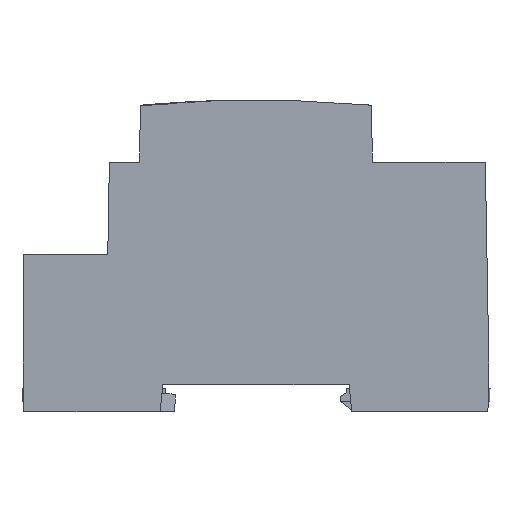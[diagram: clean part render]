
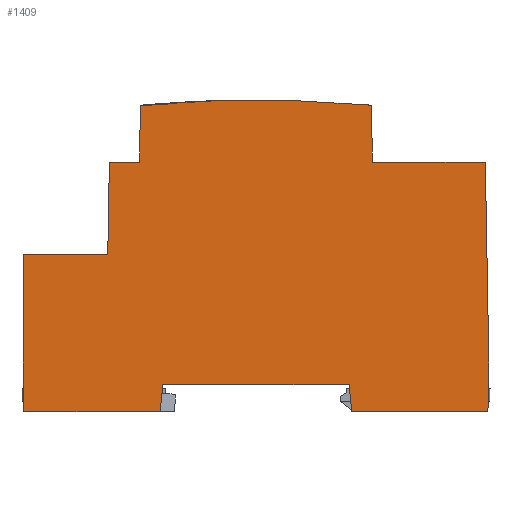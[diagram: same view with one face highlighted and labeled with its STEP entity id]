
A CAD part, left-side view. The second image highlights one B-rep face of the part: STEP entity #1409.
In plain terms, the highlighted planar face has unit normal (-1, 0, 0).
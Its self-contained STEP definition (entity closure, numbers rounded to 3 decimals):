
#1293=AXIS2_PLACEMENT_3D('Plane Axis2P3D',#1290,#1291,#1292) ;
#1325=AXIS2_PLACEMENT_3D('Circle Axis2P3D',#1323,#1324,$) ;
#119=CARTESIAN_POINT('Vertex',(0.,22.713,48.2)) ;
#122=CARTESIAN_POINT('Line Origine',(0.,11.809,48.2)) ;
#126=CARTESIAN_POINT('Vertex',(0.,0.904,48.2)) ;
#1268=CARTESIAN_POINT('Vertex',(0.,22.905,59.2)) ;
#1271=CARTESIAN_POINT('Line Origine',(0.,22.809,53.7)) ;
#1290=CARTESIAN_POINT('Axis2P3D Location',(0.,90.195,30.4)) ;
#1295=CARTESIAN_POINT('Line Origine',(0.,26.963,2.599)) ;
#1299=CARTESIAN_POINT('Vertex',(0.,27.213,5.197)) ;
#1301=CARTESIAN_POINT('Vertex',(0.,26.712,0.)) ;
#1304=CARTESIAN_POINT('Line Origine',(0.,13.555,0.)) ;
#1308=CARTESIAN_POINT('Vertex',(0.,0.398,0.)) ;
#1311=CARTESIAN_POINT('Line Origine',(0.,0.314,4.8)) ;
#1315=CARTESIAN_POINT('Vertex',(0.,0.23,9.6)) ;
#1318=CARTESIAN_POINT('Line Origine',(0.,0.567,28.9)) ;
#1323=CARTESIAN_POINT('Axis2P3D Location',(0.,45.213,-189.803)) ;
#1327=CARTESIAN_POINT('Vertex',(0.,67.521,59.2)) ;
#1330=CARTESIAN_POINT('Line Origine',(0.,67.617,53.7)) ;
#1334=CARTESIAN_POINT('Vertex',(0.,67.713,48.2)) ;
#1337=CARTESIAN_POINT('Line Origine',(0.,70.617,48.2)) ;
#1341=CARTESIAN_POINT('Vertex',(0.,73.522,48.2)) ;
#1344=CARTESIAN_POINT('Line Origine',(0.,73.677,39.3)) ;
#1348=CARTESIAN_POINT('Vertex',(0.,73.832,30.4)) ;
#1351=CARTESIAN_POINT('Line Origine',(0.,82.014,30.4)) ;
#1355=CARTESIAN_POINT('Vertex',(0.,90.195,30.4)) ;
#1358=CARTESIAN_POINT('Line Origine',(0.,90.195,20.)) ;
#1362=CARTESIAN_POINT('Vertex',(0.,90.195,9.6)) ;
#1365=CARTESIAN_POINT('Line Origine',(0.,90.112,4.8)) ;
#1369=CARTESIAN_POINT('Vertex',(0.,90.028,0.)) ;
#1372=CARTESIAN_POINT('Line Origine',(0.,76.871,0.)) ;
#1376=CARTESIAN_POINT('Vertex',(0.,63.713,0.)) ;
#1379=CARTESIAN_POINT('Line Origine',(0.,63.463,2.599)) ;
#1383=CARTESIAN_POINT('Vertex',(0.,63.213,5.197)) ;
#1386=CARTESIAN_POINT('Line Origine',(0.,45.213,5.197)) ;
#123=DIRECTION('Vector Direction',(0.,1.,0.)) ;
#1272=DIRECTION('Vector Direction',(0.,-0.017,-1.)) ;
#1291=DIRECTION('Axis2P3D Direction',(1.,0.,0.)) ;
#1292=DIRECTION('Axis2P3D XDirection',(0.,-1.,0.)) ;
#1296=DIRECTION('Vector Direction',(0.,-0.096,-0.995)) ;
#1305=DIRECTION('Vector Direction',(0.,1.,0.)) ;
#1312=DIRECTION('Vector Direction',(0.,0.017,-1.)) ;
#1319=DIRECTION('Vector Direction',(0.,0.017,1.)) ;
#1324=DIRECTION('Axis2P3D Direction',(1.,0.,0.)) ;
#1331=DIRECTION('Vector Direction',(0.,-0.017,1.)) ;
#1338=DIRECTION('Vector Direction',(0.,1.,0.)) ;
#1345=DIRECTION('Vector Direction',(0.,-0.017,1.)) ;
#1352=DIRECTION('Vector Direction',(0.,-1.,0.)) ;
#1359=DIRECTION('Vector Direction',(0.,0.,-1.)) ;
#1366=DIRECTION('Vector Direction',(0.,0.017,1.)) ;
#1373=DIRECTION('Vector Direction',(0.,1.,0.)) ;
#1380=DIRECTION('Vector Direction',(0.,-0.096,0.995)) ;
#1387=DIRECTION('Vector Direction',(0.,-1.,0.)) ;
#124=VECTOR('Line Direction',#123,1.) ;
#1273=VECTOR('Line Direction',#1272,1.) ;
#1297=VECTOR('Line Direction',#1296,1.) ;
#1306=VECTOR('Line Direction',#1305,1.) ;
#1313=VECTOR('Line Direction',#1312,1.) ;
#1320=VECTOR('Line Direction',#1319,1.) ;
#1332=VECTOR('Line Direction',#1331,1.) ;
#1339=VECTOR('Line Direction',#1338,1.) ;
#1346=VECTOR('Line Direction',#1345,1.) ;
#1353=VECTOR('Line Direction',#1352,1.) ;
#1360=VECTOR('Line Direction',#1359,1.) ;
#1367=VECTOR('Line Direction',#1366,1.) ;
#1374=VECTOR('Line Direction',#1373,1.) ;
#1381=VECTOR('Line Direction',#1380,1.) ;
#1388=VECTOR('Line Direction',#1387,1.) ;
#1392=ORIENTED_EDGE('',*,*,#1303,.T.) ;
#1393=ORIENTED_EDGE('',*,*,#1310,.T.) ;
#1394=ORIENTED_EDGE('',*,*,#1317,.T.) ;
#1395=ORIENTED_EDGE('',*,*,#1322,.T.) ;
#1396=ORIENTED_EDGE('',*,*,#128,.F.) ;
#1397=ORIENTED_EDGE('',*,*,#1275,.F.) ;
#1398=ORIENTED_EDGE('',*,*,#1329,.T.) ;
#1399=ORIENTED_EDGE('',*,*,#1336,.F.) ;
#1400=ORIENTED_EDGE('',*,*,#1343,.F.) ;
#1401=ORIENTED_EDGE('',*,*,#1350,.F.) ;
#1402=ORIENTED_EDGE('',*,*,#1357,.F.) ;
#1403=ORIENTED_EDGE('',*,*,#1364,.T.) ;
#1404=ORIENTED_EDGE('',*,*,#1371,.F.) ;
#1405=ORIENTED_EDGE('',*,*,#1378,.T.) ;
#1406=ORIENTED_EDGE('',*,*,#1385,.F.) ;
#1407=ORIENTED_EDGE('',*,*,#1390,.T.) ;
#1409=ADVANCED_FACE('GEHAEUSE',(#1408),#1294,.F.) ;
#1326=CIRCLE('generated circle',#1325,250.) ;
#128=EDGE_CURVE('',#120,#127,#125,.F.) ;
#1275=EDGE_CURVE('',#1269,#120,#1274,.T.) ;
#1303=EDGE_CURVE('',#1300,#1302,#1298,.T.) ;
#1310=EDGE_CURVE('',#1302,#1309,#1307,.F.) ;
#1317=EDGE_CURVE('',#1309,#1316,#1314,.F.) ;
#1322=EDGE_CURVE('',#1316,#127,#1321,.T.) ;
#1329=EDGE_CURVE('',#1269,#1328,#1326,.F.) ;
#1336=EDGE_CURVE('',#1335,#1328,#1333,.T.) ;
#1343=EDGE_CURVE('',#1342,#1335,#1340,.F.) ;
#1350=EDGE_CURVE('',#1349,#1342,#1347,.T.) ;
#1357=EDGE_CURVE('',#1356,#1349,#1354,.T.) ;
#1364=EDGE_CURVE('',#1356,#1363,#1361,.T.) ;
#1371=EDGE_CURVE('',#1370,#1363,#1368,.T.) ;
#1378=EDGE_CURVE('',#1370,#1377,#1375,.F.) ;
#1385=EDGE_CURVE('',#1384,#1377,#1382,.F.) ;
#1390=EDGE_CURVE('',#1384,#1300,#1389,.T.) ;
#1391=EDGE_LOOP('',(#1392,#1393,#1394,#1395,#1396,#1397,#1398,#1399,#1400,#1401,#1402,#1403,#1404,#1405,#1406,#1407)) ;
#1408=FACE_OUTER_BOUND('',#1391,.T.) ;
#125=LINE('Line',#122,#124) ;
#1274=LINE('Line',#1271,#1273) ;
#1298=LINE('Line',#1295,#1297) ;
#1307=LINE('Line',#1304,#1306) ;
#1314=LINE('Line',#1311,#1313) ;
#1321=LINE('Line',#1318,#1320) ;
#1333=LINE('Line',#1330,#1332) ;
#1340=LINE('Line',#1337,#1339) ;
#1347=LINE('Line',#1344,#1346) ;
#1354=LINE('Line',#1351,#1353) ;
#1361=LINE('Line',#1358,#1360) ;
#1368=LINE('Line',#1365,#1367) ;
#1375=LINE('Line',#1372,#1374) ;
#1382=LINE('Line',#1379,#1381) ;
#1389=LINE('Line',#1386,#1388) ;
#1294=PLANE('',#1293) ;
#120=VERTEX_POINT('',#119) ;
#127=VERTEX_POINT('',#126) ;
#1269=VERTEX_POINT('',#1268) ;
#1300=VERTEX_POINT('',#1299) ;
#1302=VERTEX_POINT('',#1301) ;
#1309=VERTEX_POINT('',#1308) ;
#1316=VERTEX_POINT('',#1315) ;
#1328=VERTEX_POINT('',#1327) ;
#1335=VERTEX_POINT('',#1334) ;
#1342=VERTEX_POINT('',#1341) ;
#1349=VERTEX_POINT('',#1348) ;
#1356=VERTEX_POINT('',#1355) ;
#1363=VERTEX_POINT('',#1362) ;
#1370=VERTEX_POINT('',#1369) ;
#1377=VERTEX_POINT('',#1376) ;
#1384=VERTEX_POINT('',#1383) ;
